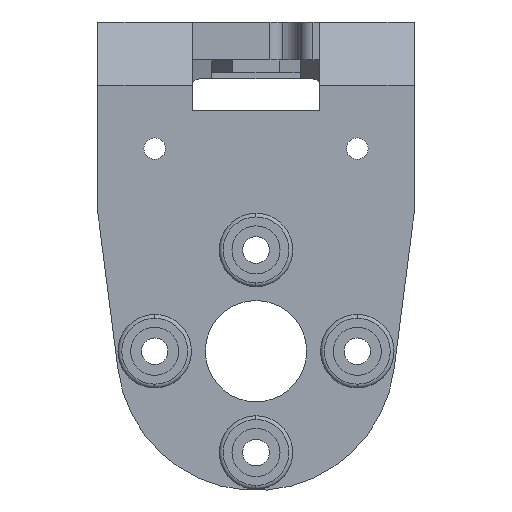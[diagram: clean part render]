
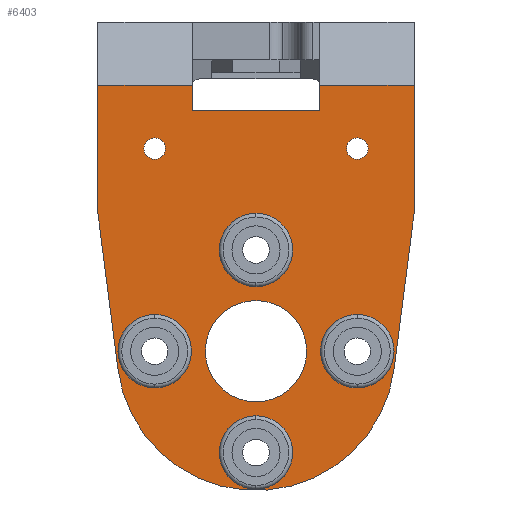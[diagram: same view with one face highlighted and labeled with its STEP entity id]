
A CAD part, left-side view. The second image highlights one B-rep face of the part: STEP entity #6403.
In plain terms, the highlighted planar face has unit normal (-1, 0, 0).
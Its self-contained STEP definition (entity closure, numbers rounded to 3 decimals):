
#2=CARTESIAN_POINT('',(-24.,0.,0.));
#3=DIRECTION('',(1.,0.,0.));
#4=DIRECTION('',(0.,0.,-1.));
#5=AXIS2_PLACEMENT_3D('',#2,#3,#4);
#7=CARTESIAN_POINT('',(-24.,0.,0.));
#8=DIRECTION('',(1.,0.,0.));
#9=DIRECTION('',(0.,0.,1.));
#10=AXIS2_PLACEMENT_3D('',#7,#8,#9);
#12=CARTESIAN_POINT('',(-24.,-8.,0.));
#13=DIRECTION('',(-1.,0.,0.));
#14=DIRECTION('',(0.,0.,-1.));
#15=AXIS2_PLACEMENT_3D('',#12,#13,#14);
#17=CARTESIAN_POINT('',(-24.,-8.,0.));
#18=DIRECTION('',(-1.,0.,0.));
#19=DIRECTION('',(0.,0.,1.));
#20=AXIS2_PLACEMENT_3D('',#17,#18,#19);
#22=CARTESIAN_POINT('',(-24.,0.,8.));
#23=DIRECTION('',(-1.,0.,0.));
#24=DIRECTION('',(0.,0.,-1.));
#25=AXIS2_PLACEMENT_3D('',#22,#23,#24);
#27=CARTESIAN_POINT('',(-24.,0.,8.));
#28=DIRECTION('',(-1.,0.,0.));
#29=DIRECTION('',(0.,0.,1.));
#30=AXIS2_PLACEMENT_3D('',#27,#28,#29);
#32=CARTESIAN_POINT('',(-24.,8.,0.));
#33=DIRECTION('',(-1.,0.,0.));
#34=DIRECTION('',(0.,0.,-1.));
#35=AXIS2_PLACEMENT_3D('',#32,#33,#34);
#37=CARTESIAN_POINT('',(-24.,8.,0.));
#38=DIRECTION('',(-1.,0.,0.));
#39=DIRECTION('',(0.,0.,1.));
#40=AXIS2_PLACEMENT_3D('',#37,#38,#39);
#42=CARTESIAN_POINT('',(-24.,0.,-8.));
#43=DIRECTION('',(-1.,0.,0.));
#44=DIRECTION('',(0.,0.,-1.));
#45=AXIS2_PLACEMENT_3D('',#42,#43,#44);
#47=CARTESIAN_POINT('',(-24.,0.,-8.));
#48=DIRECTION('',(-1.,0.,0.));
#49=DIRECTION('',(0.,0.,1.));
#50=AXIS2_PLACEMENT_3D('',#47,#48,#49);
#52=DIRECTION('',(0.,-1.,0.));
#53=VECTOR('',#52,7.5);
#54=CARTESIAN_POINT('',(-24.,12.5,21.));
#55=LINE('',#54,#53);
#56=DIRECTION('',(0.,0.,-1.));
#57=VECTOR('',#56,2.);
#58=CARTESIAN_POINT('',(-24.,5.,21.));
#59=LINE('',#58,#57);
#60=DIRECTION('',(0.,-1.,0.));
#61=VECTOR('',#60,10.);
#62=CARTESIAN_POINT('',(-24.,5.,19.));
#63=LINE('',#62,#61);
#64=DIRECTION('',(0.,0.,-1.));
#65=VECTOR('',#64,2.);
#66=CARTESIAN_POINT('',(-24.,-5.,21.));
#67=LINE('',#66,#65);
#68=DIRECTION('',(0.,-1.,0.));
#69=VECTOR('',#68,7.5);
#70=CARTESIAN_POINT('',(-24.,-5.,21.));
#71=LINE('',#70,#69);
#72=DIRECTION('',(0.,0.,-1.));
#73=VECTOR('',#72,10.);
#74=CARTESIAN_POINT('',(-24.,-12.5,21.));
#75=LINE('',#74,#73);
#76=DIRECTION('',(0.,0.127,-0.992));
#77=VECTOR('',#76,12.5);
#78=CARTESIAN_POINT('',(-24.,-12.5,11.));
#79=LINE('',#78,#77);
#80=CARTESIAN_POINT('',(-24.,0.,0.));
#81=DIRECTION('',(1.,0.,0.));
#82=DIRECTION('',(0.,-0.992,-0.127));
#83=AXIS2_PLACEMENT_3D('',#80,#81,#82);
#85=DIRECTION('',(0.,0.127,0.992));
#86=VECTOR('',#85,12.5);
#87=CARTESIAN_POINT('',(-24.,10.911,-1.399));
#88=LINE('',#87,#86);
#89=DIRECTION('',(0.,0.,1.));
#90=VECTOR('',#89,10.);
#91=CARTESIAN_POINT('',(-24.,12.5,11.));
#92=LINE('',#91,#90);
#93=CARTESIAN_POINT('',(-24.,-8.,16.));
#94=DIRECTION('',(1.,0.,0.));
#95=DIRECTION('',(0.,-1.,0.));
#96=AXIS2_PLACEMENT_3D('',#93,#94,#95);
#98=CARTESIAN_POINT('',(-24.,-8.,16.));
#99=DIRECTION('',(1.,0.,0.));
#100=DIRECTION('',(0.,1.,0.));
#101=AXIS2_PLACEMENT_3D('',#98,#99,#100);
#103=CARTESIAN_POINT('',(-24.,8.,16.));
#104=DIRECTION('',(1.,0.,0.));
#105=DIRECTION('',(0.,-1.,0.));
#106=AXIS2_PLACEMENT_3D('',#103,#104,#105);
#108=CARTESIAN_POINT('',(-24.,8.,16.));
#109=DIRECTION('',(1.,0.,0.));
#110=DIRECTION('',(0.,1.,0.));
#111=AXIS2_PLACEMENT_3D('',#108,#109,#110);
#4834=CARTESIAN_POINT('',(-24.,0.,-4.));
#4835=CARTESIAN_POINT('',(-24.,0.,4.));
#4836=VERTEX_POINT('',#4834);
#4837=VERTEX_POINT('',#4835);
#4850=CARTESIAN_POINT('',(-24.,10.911,-1.399));
#4851=CARTESIAN_POINT('',(-24.,12.5,11.));
#4852=VERTEX_POINT('',#4850);
#4853=VERTEX_POINT('',#4851);
#4854=CARTESIAN_POINT('',(-24.,-12.5,11.));
#4855=CARTESIAN_POINT('',(-24.,-10.911,-1.399));
#4856=VERTEX_POINT('',#4854);
#4857=VERTEX_POINT('',#4855);
#4883=CARTESIAN_POINT('',(-24.,12.5,21.));
#4885=VERTEX_POINT('',#4883);
#4891=CARTESIAN_POINT('',(-24.,-12.5,21.));
#4893=VERTEX_POINT('',#4891);
#5402=CARTESIAN_POINT('',(-24.,-8.,-2.9));
#5403=CARTESIAN_POINT('',(-24.,-8.,2.9));
#5404=VERTEX_POINT('',#5402);
#5405=VERTEX_POINT('',#5403);
#5406=CARTESIAN_POINT('',(-24.,0.,5.1));
#5407=CARTESIAN_POINT('',(-24.,0.,10.9));
#5408=VERTEX_POINT('',#5406);
#5409=VERTEX_POINT('',#5407);
#5410=CARTESIAN_POINT('',(-24.,8.,-2.9));
#5411=CARTESIAN_POINT('',(-24.,8.,2.9));
#5412=VERTEX_POINT('',#5410);
#5413=VERTEX_POINT('',#5411);
#5414=CARTESIAN_POINT('',(-24.,0.,-10.9));
#5415=CARTESIAN_POINT('',(-24.,0.,-5.1));
#5416=VERTEX_POINT('',#5414);
#5417=VERTEX_POINT('',#5415);
#5483=CARTESIAN_POINT('',(-24.,-5.,21.));
#5485=VERTEX_POINT('',#5483);
#5487=CARTESIAN_POINT('',(-24.,5.,21.));
#5489=VERTEX_POINT('',#5487);
#5490=CARTESIAN_POINT('',(-24.,5.,19.));
#5491=CARTESIAN_POINT('',(-24.,-5.,19.));
#5492=VERTEX_POINT('',#5490);
#5493=VERTEX_POINT('',#5491);
#5514=CARTESIAN_POINT('',(-24.,-8.85,16.));
#5515=CARTESIAN_POINT('',(-24.,-7.15,16.));
#5516=VERTEX_POINT('',#5514);
#5517=VERTEX_POINT('',#5515);
#5518=CARTESIAN_POINT('',(-24.,7.15,16.));
#5519=CARTESIAN_POINT('',(-24.,8.85,16.));
#5520=VERTEX_POINT('',#5518);
#5521=VERTEX_POINT('',#5519);
#6334=CARTESIAN_POINT('',(-24.,0.,0.));
#6335=DIRECTION('',(1.,0.,0.));
#6336=DIRECTION('',(0.,-1.,0.));
#6337=AXIS2_PLACEMENT_3D('',#6334,#6335,#6336);
#6338=PLANE('',#6337);
#6340=ORIENTED_EDGE('',*,*,#6339,.T.);
#6342=ORIENTED_EDGE('',*,*,#6341,.T.);
#6344=ORIENTED_EDGE('',*,*,#6343,.T.);
#6346=ORIENTED_EDGE('',*,*,#6345,.F.);
#6348=ORIENTED_EDGE('',*,*,#6347,.T.);
#6350=ORIENTED_EDGE('',*,*,#6349,.T.);
#6352=ORIENTED_EDGE('',*,*,#6351,.T.);
#6354=ORIENTED_EDGE('',*,*,#6353,.T.);
#6356=ORIENTED_EDGE('',*,*,#6355,.T.);
#6358=ORIENTED_EDGE('',*,*,#6357,.T.);
#6359=EDGE_LOOP('',(#6340,#6342,#6344,#6346,#6348,#6350,#6352,#6354,#6356,
#6358));
#6360=FACE_OUTER_BOUND('',#6359,.F.);
#6362=ORIENTED_EDGE('',*,*,#6361,.F.);
#6364=ORIENTED_EDGE('',*,*,#6363,.F.);
#6365=EDGE_LOOP('',(#6362,#6364));
#6366=FACE_BOUND('',#6365,.F.);
#6368=ORIENTED_EDGE('',*,*,#6367,.T.);
#6370=ORIENTED_EDGE('',*,*,#6369,.T.);
#6371=EDGE_LOOP('',(#6368,#6370));
#6372=FACE_BOUND('',#6371,.F.);
#6374=ORIENTED_EDGE('',*,*,#6373,.T.);
#6376=ORIENTED_EDGE('',*,*,#6375,.T.);
#6377=EDGE_LOOP('',(#6374,#6376));
#6378=FACE_BOUND('',#6377,.F.);
#6380=ORIENTED_EDGE('',*,*,#6379,.T.);
#6382=ORIENTED_EDGE('',*,*,#6381,.T.);
#6383=EDGE_LOOP('',(#6380,#6382));
#6384=FACE_BOUND('',#6383,.F.);
#6386=ORIENTED_EDGE('',*,*,#6385,.T.);
#6388=ORIENTED_EDGE('',*,*,#6387,.T.);
#6389=EDGE_LOOP('',(#6386,#6388));
#6390=FACE_BOUND('',#6389,.F.);
#6392=ORIENTED_EDGE('',*,*,#6391,.F.);
#6394=ORIENTED_EDGE('',*,*,#6393,.F.);
#6395=EDGE_LOOP('',(#6392,#6394));
#6396=FACE_BOUND('',#6395,.F.);
#6398=ORIENTED_EDGE('',*,*,#6397,.F.);
#6400=ORIENTED_EDGE('',*,*,#6399,.F.);
#6401=EDGE_LOOP('',(#6398,#6400));
#6402=FACE_BOUND('',#6401,.F.);
#6403=ADVANCED_FACE('',(#6360,#6366,#6372,#6378,#6384,#6390,#6396,#6402),#6338,
.F.);
#6=CIRCLE('',#5,4.);
#11=CIRCLE('',#10,4.);
#16=CIRCLE('',#15,2.9);
#21=CIRCLE('',#20,2.9);
#26=CIRCLE('',#25,2.9);
#31=CIRCLE('',#30,2.9);
#36=CIRCLE('',#35,2.9);
#41=CIRCLE('',#40,2.9);
#46=CIRCLE('',#45,2.9);
#51=CIRCLE('',#50,2.9);
#84=CIRCLE('',#83,11.);
#97=CIRCLE('',#96,0.85);
#102=CIRCLE('',#101,0.85);
#107=CIRCLE('',#106,0.85);
#112=CIRCLE('',#111,0.85);
#6339=EDGE_CURVE('',#4885,#5489,#55,.T.);
#6341=EDGE_CURVE('',#5489,#5492,#59,.T.);
#6343=EDGE_CURVE('',#5492,#5493,#63,.T.);
#6345=EDGE_CURVE('',#5485,#5493,#67,.T.);
#6347=EDGE_CURVE('',#5485,#4893,#71,.T.);
#6349=EDGE_CURVE('',#4893,#4856,#75,.T.);
#6351=EDGE_CURVE('',#4856,#4857,#79,.T.);
#6353=EDGE_CURVE('',#4857,#4852,#84,.T.);
#6355=EDGE_CURVE('',#4852,#4853,#88,.T.);
#6357=EDGE_CURVE('',#4853,#4885,#92,.T.);
#6361=EDGE_CURVE('',#4836,#4837,#6,.T.);
#6363=EDGE_CURVE('',#4837,#4836,#11,.T.);
#6367=EDGE_CURVE('',#5404,#5405,#16,.T.);
#6369=EDGE_CURVE('',#5405,#5404,#21,.T.);
#6373=EDGE_CURVE('',#5408,#5409,#26,.T.);
#6375=EDGE_CURVE('',#5409,#5408,#31,.T.);
#6379=EDGE_CURVE('',#5412,#5413,#36,.T.);
#6381=EDGE_CURVE('',#5413,#5412,#41,.T.);
#6385=EDGE_CURVE('',#5416,#5417,#46,.T.);
#6387=EDGE_CURVE('',#5417,#5416,#51,.T.);
#6391=EDGE_CURVE('',#5516,#5517,#97,.T.);
#6393=EDGE_CURVE('',#5517,#5516,#102,.T.);
#6397=EDGE_CURVE('',#5520,#5521,#107,.T.);
#6399=EDGE_CURVE('',#5521,#5520,#112,.T.);
